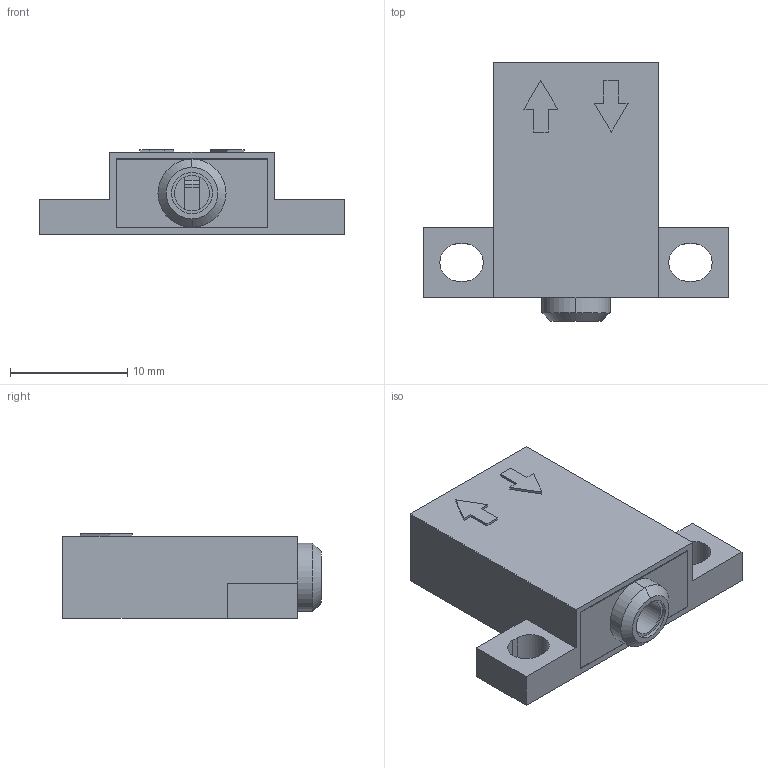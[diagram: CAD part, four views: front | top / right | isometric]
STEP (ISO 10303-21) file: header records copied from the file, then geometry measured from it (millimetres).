
FILE_DESCRIPTION(/* description */ (''),/* implementation_level */ '2;1');
FILE_NAME(/* name */ '402-1127-1.stp',/* time_stamp */ '2020-11-27T22:09:28+08:00',/* author */ (''),/* organization */ (''),/* preprocessor_version */ 'ST-DEVELOPER v11',/* originating_system */ 'SIEMENS UGS NX 6.0',/* authorisation */ '');
FILE_SCHEMA (('CONFIG_CONTROL_DESIGN'));
Length unit declared in the file: millimetre
Products named in the file (1): AdmiD61Bdq33
Bounding box: 26 x 22 x 7.2 mm (x, y, z)
Volume: 1237.3 mm3; surface area: 2684 mm2
Topology: 2 solids, 2 shells, 140 faces, 380 edges, 252 vertices
Faces by surface type: plane 129, cylinder 9, cone 2
Full cylindrical faces by diameter (mm): 3 x1
Entity records: 4445 total; most frequent: CARTESIAN_POINT 774, ORIENTED_EDGE 760, DIRECTION 683, EDGE_CURVE 380, LINE 359, VECTOR 359, VERTEX_POINT 253, AXIS2_PLACEMENT_3D 162
